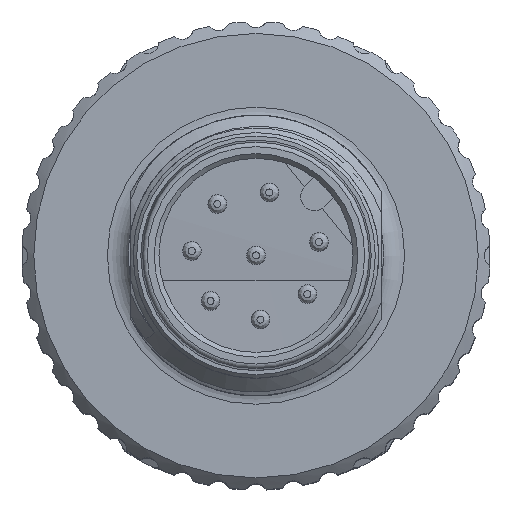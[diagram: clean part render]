
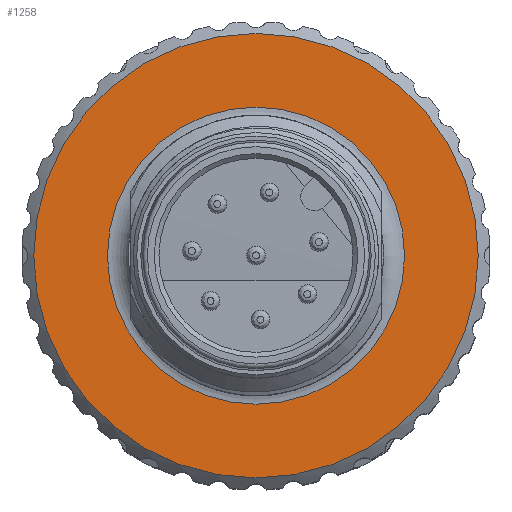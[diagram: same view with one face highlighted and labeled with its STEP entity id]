
A CAD part, top view. The second image highlights one B-rep face of the part: STEP entity #1258.
In plain terms, the highlighted planar face has unit normal (0, 0, 1).
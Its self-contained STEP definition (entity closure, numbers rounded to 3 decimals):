
#948=FACE_BOUND('',#2042,.T.);
#949=FACE_BOUND('',#2043,.T.);
#1258=ADVANCED_FACE('',(#948,#949),#1409,.T.);
#1409=PLANE('',#6877);
#2042=EDGE_LOOP('',(#3745));
#2043=EDGE_LOOP('',(#3746));
#2404=CIRCLE('',#6874,9.5);
#2405=CIRCLE('',#6876,6.35);
#3745=ORIENTED_EDGE('',*,*,#5619,.T.);
#3746=ORIENTED_EDGE('',*,*,#5618,.T.);
#4771=VERTEX_POINT('',#17928);
#4772=VERTEX_POINT('',#17931);
#5618=EDGE_CURVE('',#4771,#4771,#2404,.T.);
#5619=EDGE_CURVE('',#4772,#4772,#2405,.T.);
#6874=AXIS2_PLACEMENT_3D('',#17927,#8133,#8134);
#6876=AXIS2_PLACEMENT_3D('',#17930,#8137,#8138);
#6877=AXIS2_PLACEMENT_3D('',#17932,#8139,#8140);
#8133=DIRECTION('',(0.,0.,1.));
#8134=DIRECTION('',(0.,-1.,0.));
#8137=DIRECTION('',(0.,0.,-1.));
#8138=DIRECTION('',(0.,-1.,0.));
#8139=DIRECTION('',(0.,0.,1.));
#8140=DIRECTION('',(0.,1.,0.));
#17927=CARTESIAN_POINT('',(0.,0.,-8.9));
#17928=CARTESIAN_POINT('',(0.,-9.5,-8.9));
#17930=CARTESIAN_POINT('',(0.,0.,-8.9));
#17931=CARTESIAN_POINT('',(0.,-6.35,-8.9));
#17932=CARTESIAN_POINT('',(0.,0.,-8.9));
